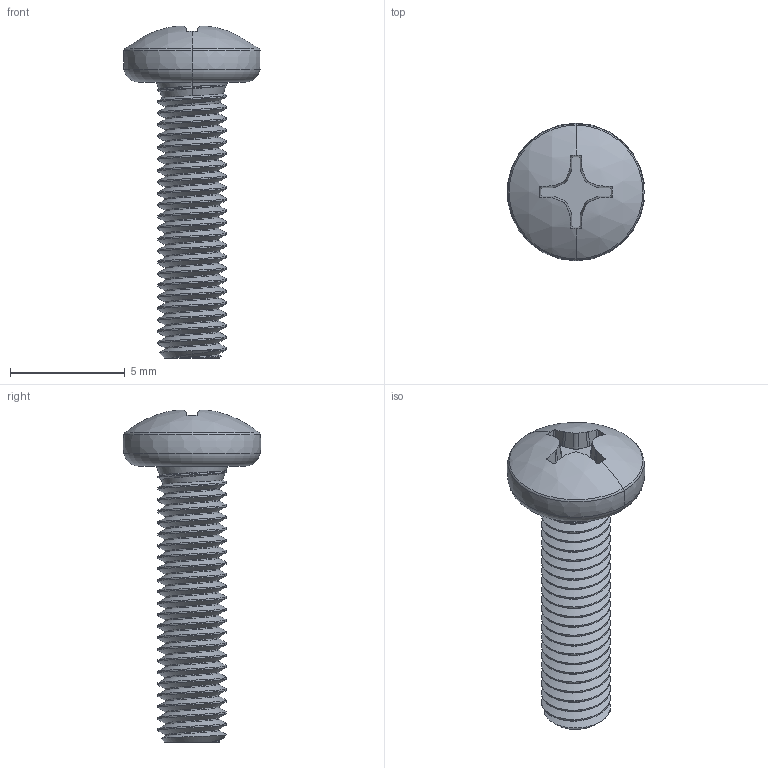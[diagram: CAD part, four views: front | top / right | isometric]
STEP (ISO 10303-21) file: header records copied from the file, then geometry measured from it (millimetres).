
FILE_DESCRIPTION (( 'STEP AP203' ), '1' );
FILE_NAME ('92000A122_Passivated 18-8 Stainless Steel Pan Head Phillips Screws.STEP', '2022-12-02T17:25:54', ( 'Administrator' ), ( 'Managed by Terraform' ), 'SwSTEP 2.0', 'SolidWorks 2017', '' );
FILE_SCHEMA (( 'CONFIG_CONTROL_DESIGN' ));
Length unit declared in the file: millimetre
Products named in the file (1): 92000A122_Passivated 18-8 Stainless Steel Pan Head Phillips Screws
Bounding box: 5.95 x 5.99 x 14.45 mm (x, y, z)
Volume: 119.4 mm3; surface area: 256.7 mm2
Topology: 1 solids, 1 shells, 117 faces, 326 edges, 212 vertices
Faces by surface type: cylinder 59, plane 19, bspline 17, cone 14, torus 6, sphere 2
Entity records: 7217 total; most frequent: CARTESIAN_POINT 4621, ORIENTED_EDGE 652, DIRECTION 405, EDGE_CURVE 326, VERTEX_POINT 212, AXIS2_PLACEMENT_3D 152, EDGE_LOOP 118, ADVANCED_FACE 117
